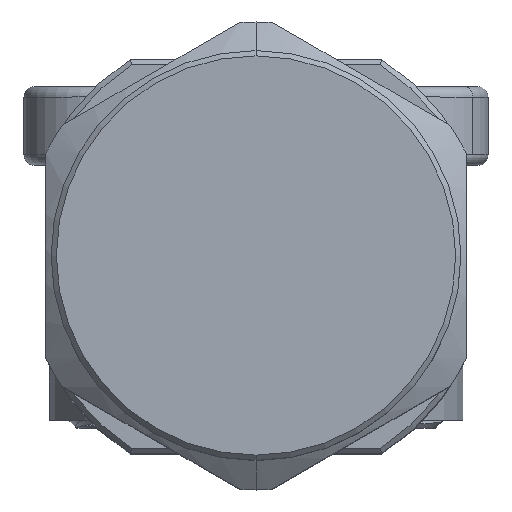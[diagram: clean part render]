
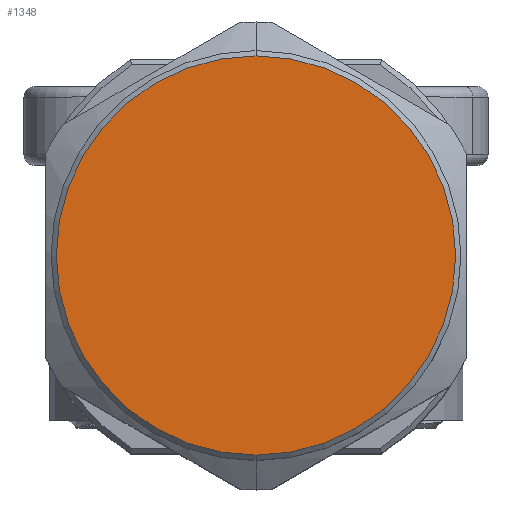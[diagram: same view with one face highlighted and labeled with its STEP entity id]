
A CAD part, top view. The second image highlights one B-rep face of the part: STEP entity #1348.
In plain terms, the highlighted planar face has unit normal (0, 0, 1).
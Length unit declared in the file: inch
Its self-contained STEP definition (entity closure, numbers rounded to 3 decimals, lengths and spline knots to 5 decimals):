
#12 = AXIS2_PLACEMENT_3D ( 'NONE', #1581, #2118, #2615 ) ;
#113 = DIRECTION ( 'NONE',  ( 0., 0., -1. ) ) ;
#542 = VERTEX_POINT ( 'NONE', #4095 ) ;
#682 = VERTEX_POINT ( 'NONE', #5514 ) ;
#1061 = ORIENTED_EDGE ( 'NONE', *, *, #5168, .F. ) ;
#1173 = CARTESIAN_POINT ( 'NONE',  ( -0.01665, 0.00277, 1.04491 ) ) ;
#1348 = ADVANCED_FACE ( 'NONE', ( #5361 ), #6472, .F. ) ;
#1581 = CARTESIAN_POINT ( 'NONE',  ( -0.01665, 0.00277, 1.04491 ) ) ;
#1664 = ORIENTED_EDGE ( 'NONE', *, *, #2350, .F. ) ;
#1973 = EDGE_LOOP ( 'NONE', ( #1061, #1664 ) ) ;
#2118 = DIRECTION ( 'NONE',  ( 0., 0., -1. ) ) ;
#2350 = EDGE_CURVE ( 'NONE', #542, #682, #3792, .T. ) ;
#2615 = DIRECTION ( 'NONE',  ( 0., 1., 0. ) ) ;
#3198 = CIRCLE ( 'NONE', #4897, 0.14961 ) ;
#3792 = CIRCLE ( 'NONE', #5853, 0.14961 ) ;
#4095 = CARTESIAN_POINT ( 'NONE',  ( -0.01665, -0.14683, 1.04491 ) ) ;
#4116 = DIRECTION ( 'NONE',  ( 0., 1., 0. ) ) ;
#4413 = DIRECTION ( 'NONE',  ( 0., 1., 0. ) ) ;
#4897 = AXIS2_PLACEMENT_3D ( 'NONE', #6800, #6238, #4116 ) ;
#5168 = EDGE_CURVE ( 'NONE', #682, #542, #3198, .T. ) ;
#5361 = FACE_OUTER_BOUND ( 'NONE', #1973, .T. ) ;
#5514 = CARTESIAN_POINT ( 'NONE',  ( -0.01665, 0.15238, 1.04491 ) ) ;
#5853 = AXIS2_PLACEMENT_3D ( 'NONE', #1173, #113, #4413 ) ;
#6238 = DIRECTION ( 'NONE',  ( 0., 0., -1. ) ) ;
#6472 = PLANE ( 'NONE',  #12 ) ;
#6800 = CARTESIAN_POINT ( 'NONE',  ( -0.01665, 0.00277, 1.04491 ) ) ;
